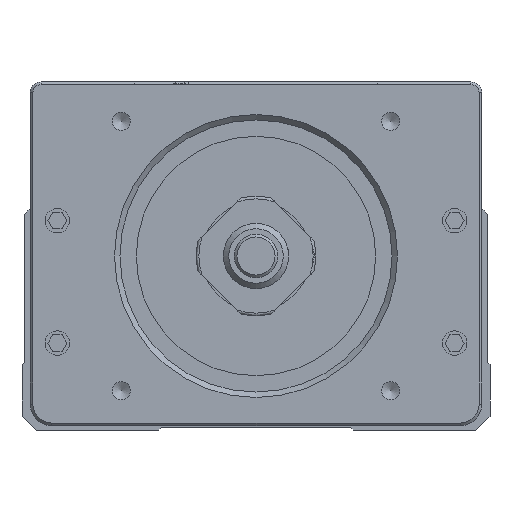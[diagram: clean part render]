
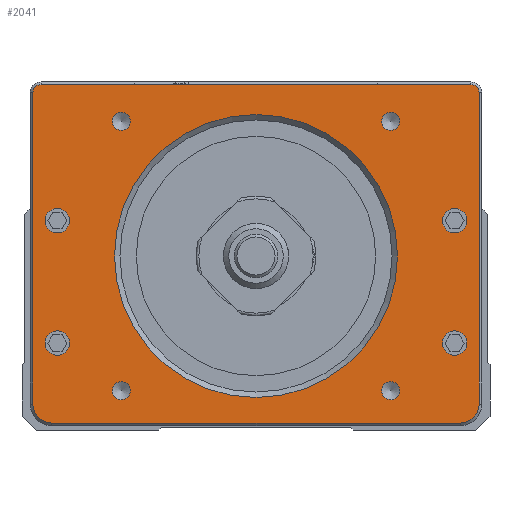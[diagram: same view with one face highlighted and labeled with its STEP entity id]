
A CAD part, front view. The second image highlights one B-rep face of the part: STEP entity #2041.
In plain terms, the highlighted planar face has unit normal (0, -1, 0).
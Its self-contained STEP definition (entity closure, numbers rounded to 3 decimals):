
#2041=ADVANCED_FACE('',(#3600,#3601,#3602,#3603,#3604,#3605,#3606,#3607,
#3608,#3609),#2987,.F.);
#2987=PLANE('',#20257);
#3600=FACE_BOUND('',#4624,.T.);
#3601=FACE_BOUND('',#4625,.T.);
#3602=FACE_BOUND('',#4626,.T.);
#3603=FACE_BOUND('',#4627,.T.);
#3604=FACE_BOUND('',#4628,.T.);
#3605=FACE_BOUND('',#4629,.T.);
#3606=FACE_BOUND('',#4630,.T.);
#3607=FACE_BOUND('',#4631,.T.);
#3608=FACE_BOUND('',#4632,.T.);
#3609=FACE_BOUND('',#4633,.T.);
#4624=EDGE_LOOP('',(#8762));
#4625=EDGE_LOOP('',(#8763));
#4626=EDGE_LOOP('',(#8764));
#4627=EDGE_LOOP('',(#8765));
#4628=EDGE_LOOP('',(#8766));
#4629=EDGE_LOOP('',(#8767,#8768,#8769,#8770,#8771,#8772,#8773,#8774));
#4630=EDGE_LOOP('',(#8775));
#4631=EDGE_LOOP('',(#8776));
#4632=EDGE_LOOP('',(#8777));
#4633=EDGE_LOOP('',(#8778));
#5747=CIRCLE('',#20244,26.);
#5748=CIRCLE('',#20245,1.65);
#5749=CIRCLE('',#20246,1.65);
#5750=CIRCLE('',#20247,1.65);
#5751=CIRCLE('',#20248,1.65);
#5752=CIRCLE('',#20249,1.5);
#5753=CIRCLE('',#20250,1.5);
#5754=CIRCLE('',#20251,3.5);
#5755=CIRCLE('',#20252,3.5);
#5756=CIRCLE('',#20253,2.25);
#5757=CIRCLE('',#20254,2.25);
#5758=CIRCLE('',#20255,2.25);
#5759=CIRCLE('',#20256,2.25);
#8762=ORIENTED_EDGE('',*,*,#14614,.T.);
#8763=ORIENTED_EDGE('',*,*,#14615,.T.);
#8764=ORIENTED_EDGE('',*,*,#14616,.T.);
#8765=ORIENTED_EDGE('',*,*,#14617,.T.);
#8766=ORIENTED_EDGE('',*,*,#14618,.T.);
#8767=ORIENTED_EDGE('',*,*,#14619,.T.);
#8768=ORIENTED_EDGE('',*,*,#14620,.T.);
#8769=ORIENTED_EDGE('',*,*,#14621,.T.);
#8770=ORIENTED_EDGE('',*,*,#14622,.T.);
#8771=ORIENTED_EDGE('',*,*,#14623,.T.);
#8772=ORIENTED_EDGE('',*,*,#14624,.T.);
#8773=ORIENTED_EDGE('',*,*,#14625,.T.);
#8774=ORIENTED_EDGE('',*,*,#14626,.T.);
#8775=ORIENTED_EDGE('',*,*,#14627,.T.);
#8776=ORIENTED_EDGE('',*,*,#14628,.T.);
#8777=ORIENTED_EDGE('',*,*,#14629,.T.);
#8778=ORIENTED_EDGE('',*,*,#14630,.T.);
#12374=VERTEX_POINT('',#30423);
#12375=VERTEX_POINT('',#30425);
#12376=VERTEX_POINT('',#30427);
#12377=VERTEX_POINT('',#30429);
#12378=VERTEX_POINT('',#30431);
#12379=VERTEX_POINT('',#30433);
#12380=VERTEX_POINT('',#30434);
#12381=VERTEX_POINT('',#30436);
#12382=VERTEX_POINT('',#30438);
#12383=VERTEX_POINT('',#30440);
#12384=VERTEX_POINT('',#30442);
#12385=VERTEX_POINT('',#30444);
#12386=VERTEX_POINT('',#30446);
#12387=VERTEX_POINT('',#30449);
#12388=VERTEX_POINT('',#30451);
#12389=VERTEX_POINT('',#30453);
#12390=VERTEX_POINT('',#30455);
#14614=EDGE_CURVE('',#12374,#12374,#5747,.T.);
#14615=EDGE_CURVE('',#12375,#12375,#5748,.T.);
#14616=EDGE_CURVE('',#12376,#12376,#5749,.T.);
#14617=EDGE_CURVE('',#12377,#12377,#5750,.T.);
#14618=EDGE_CURVE('',#12378,#12378,#5751,.T.);
#14619=EDGE_CURVE('',#12379,#12380,#16818,.T.);
#14620=EDGE_CURVE('',#12380,#12381,#5752,.T.);
#14621=EDGE_CURVE('',#12381,#12382,#16819,.T.);
#14622=EDGE_CURVE('',#12382,#12383,#5753,.T.);
#14623=EDGE_CURVE('',#12383,#12384,#16820,.T.);
#14624=EDGE_CURVE('',#12384,#12385,#5754,.T.);
#14625=EDGE_CURVE('',#12385,#12386,#16821,.T.);
#14626=EDGE_CURVE('',#12386,#12379,#5755,.T.);
#14627=EDGE_CURVE('',#12387,#12387,#5756,.T.);
#14628=EDGE_CURVE('',#12388,#12388,#5757,.T.);
#14629=EDGE_CURVE('',#12389,#12389,#5758,.T.);
#14630=EDGE_CURVE('',#12390,#12390,#5759,.T.);
#16818=LINE('',#30432,#18673);
#16819=LINE('',#30437,#18674);
#16820=LINE('',#30441,#18675);
#16821=LINE('',#30445,#18676);
#18673=VECTOR('',#23868,1.);
#18674=VECTOR('',#23871,1.);
#18675=VECTOR('',#23874,1.);
#18676=VECTOR('',#23877,1.);
#20244=AXIS2_PLACEMENT_3D('',#30422,#23858,#23859);
#20245=AXIS2_PLACEMENT_3D('',#30424,#23860,#23861);
#20246=AXIS2_PLACEMENT_3D('',#30426,#23862,#23863);
#20247=AXIS2_PLACEMENT_3D('',#30428,#23864,#23865);
#20248=AXIS2_PLACEMENT_3D('',#30430,#23866,#23867);
#20249=AXIS2_PLACEMENT_3D('',#30435,#23869,#23870);
#20250=AXIS2_PLACEMENT_3D('',#30439,#23872,#23873);
#20251=AXIS2_PLACEMENT_3D('',#30443,#23875,#23876);
#20252=AXIS2_PLACEMENT_3D('',#30447,#23878,#23879);
#20253=AXIS2_PLACEMENT_3D('',#30448,#23880,#23881);
#20254=AXIS2_PLACEMENT_3D('',#30450,#23882,#23883);
#20255=AXIS2_PLACEMENT_3D('',#30452,#23884,#23885);
#20256=AXIS2_PLACEMENT_3D('',#30454,#23886,#23887);
#20257=AXIS2_PLACEMENT_3D('',#30456,#23888,#23889);
#23858=DIRECTION('',(0.,1.,0.));
#23859=DIRECTION('',(0.,0.,1.));
#23860=DIRECTION('',(0.,1.,0.));
#23861=DIRECTION('',(0.,0.,1.));
#23862=DIRECTION('',(0.,1.,0.));
#23863=DIRECTION('',(0.,0.,1.));
#23864=DIRECTION('',(0.,1.,0.));
#23865=DIRECTION('',(0.,0.,1.));
#23866=DIRECTION('',(0.,1.,0.));
#23867=DIRECTION('',(0.,0.,1.));
#23868=DIRECTION('',(0.,0.,1.));
#23869=DIRECTION('',(0.,-1.,0.));
#23870=DIRECTION('',(0.,0.,1.));
#23871=DIRECTION('',(-1.,0.,0.));
#23872=DIRECTION('',(0.,-1.,0.));
#23873=DIRECTION('',(0.,0.,1.));
#23874=DIRECTION('',(0.,0.,-1.));
#23875=DIRECTION('',(0.,-1.,0.));
#23876=DIRECTION('',(0.,0.,1.));
#23877=DIRECTION('',(1.,0.,0.));
#23878=DIRECTION('',(0.,-1.,0.));
#23879=DIRECTION('',(0.,0.,1.));
#23880=DIRECTION('',(0.,1.,0.));
#23881=DIRECTION('',(0.,0.,1.));
#23882=DIRECTION('',(0.,1.,0.));
#23883=DIRECTION('',(0.,0.,1.));
#23884=DIRECTION('',(0.,1.,0.));
#23885=DIRECTION('',(0.,0.,1.));
#23886=DIRECTION('',(0.,1.,0.));
#23887=DIRECTION('',(0.,0.,1.));
#23888=DIRECTION('',(0.,1.,0.));
#23889=DIRECTION('',(0.,0.,-1.));
#30422=CARTESIAN_POINT('',(0.,-236.633,32.));
#30423=CARTESIAN_POINT('',(0.,-236.633,58.));
#30424=CARTESIAN_POINT('',(-24.749,-236.633,56.749));
#30425=CARTESIAN_POINT('',(-24.749,-236.633,58.399));
#30426=CARTESIAN_POINT('',(-24.749,-236.633,7.251));
#30427=CARTESIAN_POINT('',(-24.749,-236.633,8.901));
#30428=CARTESIAN_POINT('',(24.749,-236.633,7.251));
#30429=CARTESIAN_POINT('',(24.749,-236.633,8.901));
#30430=CARTESIAN_POINT('',(24.749,-236.633,56.749));
#30431=CARTESIAN_POINT('',(24.749,-236.633,58.399));
#30432=CARTESIAN_POINT('',(41.,-236.633,60.));
#30433=CARTESIAN_POINT('',(41.,-236.633,4.8));
#30434=CARTESIAN_POINT('',(41.,-236.633,62.));
#30435=CARTESIAN_POINT('',(39.5,-236.633,62.));
#30436=CARTESIAN_POINT('',(39.5,-236.633,63.5));
#30437=CARTESIAN_POINT('',(39.,-236.633,63.5));
#30438=CARTESIAN_POINT('',(-39.5,-236.633,63.5));
#30439=CARTESIAN_POINT('',(-39.5,-236.633,62.));
#30440=CARTESIAN_POINT('',(-41.,-236.633,62.));
#30441=CARTESIAN_POINT('',(-41.,-236.633,60.));
#30442=CARTESIAN_POINT('',(-41.,-236.633,4.8));
#30443=CARTESIAN_POINT('',(-37.5,-236.633,4.8));
#30444=CARTESIAN_POINT('',(-37.5,-236.633,1.3));
#30445=CARTESIAN_POINT('',(39.,-236.633,1.3));
#30446=CARTESIAN_POINT('',(37.5,-236.633,1.3));
#30447=CARTESIAN_POINT('',(37.5,-236.633,4.8));
#30448=CARTESIAN_POINT('',(-36.5,-236.633,38.5));
#30449=CARTESIAN_POINT('',(-36.5,-236.633,40.75));
#30450=CARTESIAN_POINT('',(-36.5,-236.633,16.));
#30451=CARTESIAN_POINT('',(-36.5,-236.633,18.25));
#30452=CARTESIAN_POINT('',(36.5,-236.633,38.5));
#30453=CARTESIAN_POINT('',(36.5,-236.633,40.75));
#30454=CARTESIAN_POINT('',(36.5,-236.633,16.));
#30455=CARTESIAN_POINT('',(36.5,-236.633,18.25));
#30456=CARTESIAN_POINT('',(39.,-236.633,60.));
